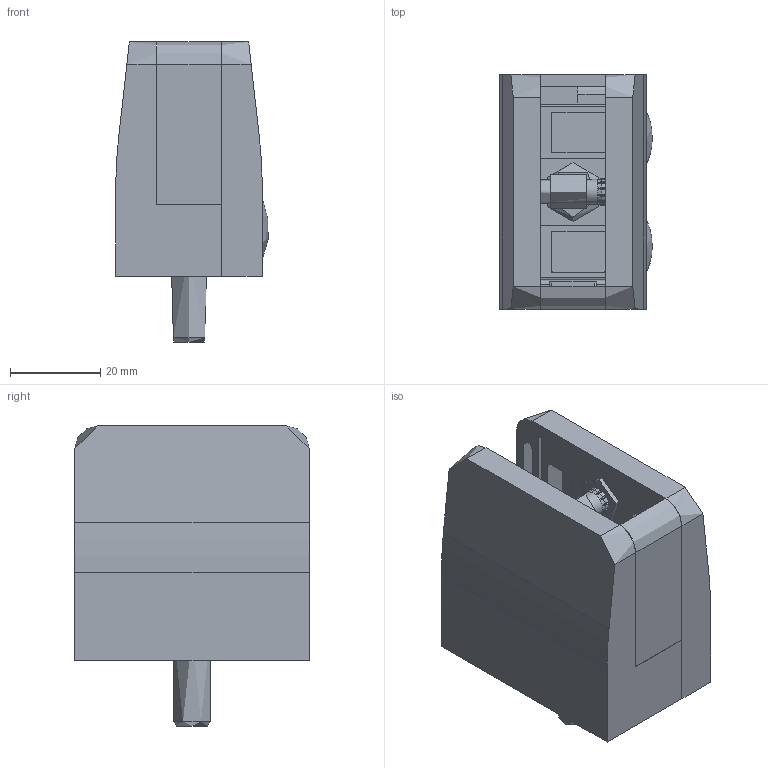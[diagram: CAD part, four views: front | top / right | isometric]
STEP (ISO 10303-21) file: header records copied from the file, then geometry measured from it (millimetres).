
FILE_DESCRIPTION (( 'STEP AP203' ), '1' );
FILE_NAME ('1400-ZN20.step', '2020-04-09T06:57:06', ( '' ), ( '' ), 'SwSTEP 2.0', 'SolidWorks 2015', '' );
FILE_SCHEMA (( 'CONFIG_CONTROL_DESIGN' ));
Length unit declared in the file: millimetre
Products named in the file (27): 14-BODEN-XXX Teil1_14-BODEN-ZN20 Teil1; DIN 912 Konfig_DIN 912 M8x20; 1400-ZN20; 14-STIFT_14-STIFT; 14-BODEN-XXX Teil2; 14-STIFT Teil1; 14xx-XXXX Teil4; 14xx-XXXX Teil1_1400-ZN20 Teil1; 14xx-XXXX Teil4_GK-P-G; 14xx-XXXX Teil3; DIN-7991 M3-M10; 14xx-XXXX Teil2_1400-ZN20 Teil2; DIN 912 Konfig; 14-STIFT Teil2_14-STIFT Teil2; 14-STIFT Teil1_14-STIFT Teil1; 14xx-XXXX Teil2; DIN-7991 M3-M10_DIN7991 M6x16; 14-STIFT Teil2; 14xx-XXXX Teil3_14xx-XXXX Teil3; 14-BODEN-XXX Teil2_14-BODEN-XXX Teil2; 14-BODEN-XXX Konfig_14-BODEN-ZN20; 14-BODEN-XXX Teil1; 14xx-XXXX Teil1
Assembly tree (18 placements, depth 3):
  1400-ZN20
    14xx-XXXX Teil1_1400-ZN20 Teil1
    14xx-XXXX Teil2_1400-ZN20 Teil2
    14xx-XXXX Teil3_14xx-XXXX Teil3  x2
    14xx-XXXX Teil4_GK-P-G  x2
    DIN-7991 M3-M10_DIN7991 M6x16  x2
    DIN 912 Konfig_DIN 912 M8x20
    14-STIFT_14-STIFT
      14-STIFT Teil1_14-STIFT Teil1
      14-STIFT Teil2_14-STIFT Teil2
    14-BODEN-XXX Konfig_14-BODEN-ZN20
      14-BODEN-XXX Teil1_14-BODEN-ZN20 Teil1
      14-BODEN-XXX Teil2_14-BODEN-XXX Teil2
  14-BODEN-XXX Teil2
  14-STIFT Teil1
  14xx-XXXX Teil4
  14xx-XXXX Teil3
Bounding box: 33.83 x 52 x 66.6 mm (x, y, z)
Volume: 47568.3 mm3; surface area: 28869 mm2
Topology: 13 solids, 13 shells, 827 faces, 2159 edges, 1417 vertices
Faces by surface type: plane 482, cylinder 162, bspline 142, cone 28, sphere 12, torus 1
Full cylindrical faces by diameter (mm): 2 x2, 5 x2, 5.6 x2, 6 x2, 6.1 x1, 6.25 x1, 6.4 x2, 7.6 x1, 8 x1, 11 x2, 12 x2, 13 x1
Entity records: 35962 total; most frequent: CARTESIAN_POINT 14713, ORIENTED_EDGE 4072, DIRECTION 3405, EDGE_CURVE 2036, VERTEX_POINT 1357, LINE 1347, VECTOR 1347, AXIS2_PLACEMENT_3D 1029
